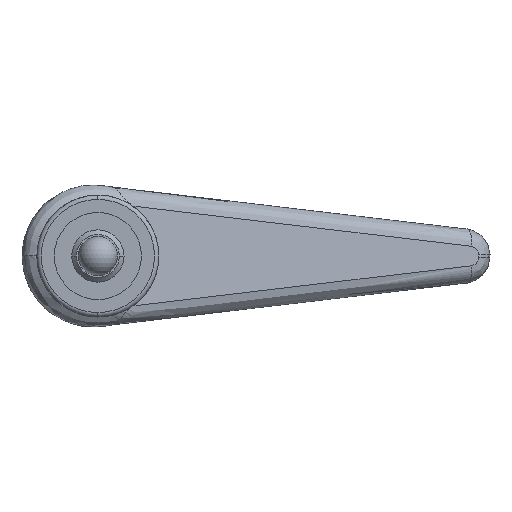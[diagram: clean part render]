
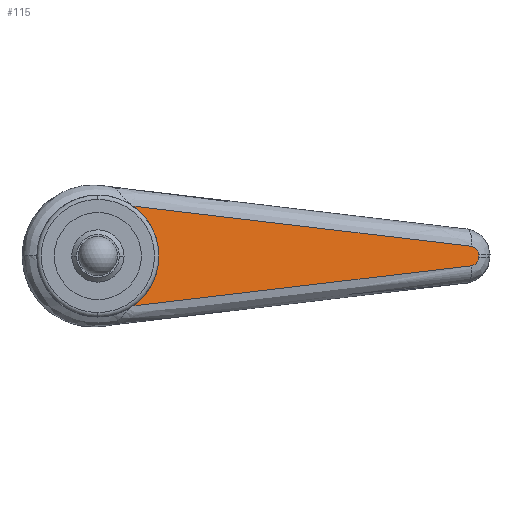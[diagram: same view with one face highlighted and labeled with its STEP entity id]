
A CAD part, front view. The second image highlights one B-rep face of the part: STEP entity #115.
In plain terms, the highlighted planar face has unit normal (0.342, -0.94, 0).
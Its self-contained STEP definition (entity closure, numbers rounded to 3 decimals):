
#115=ADVANCED_FACE('',(#271),#272,.F.);
#271=FACE_OUTER_BOUND('',#540,.T.);
#272=PLANE('',#541);
#540=EDGE_LOOP('',(#1110,#1111,#1112,#1113,#1114,#1115,#1116,#1117,#1118));
#541=AXIS2_PLACEMENT_3D('',#1119,#1120,#1121);
#1110=ORIENTED_EDGE('',*,*,#1531,.T.);
#1111=ORIENTED_EDGE('',*,*,#1488,.T.);
#1112=ORIENTED_EDGE('',*,*,#1522,.T.);
#1113=ORIENTED_EDGE('',*,*,#1532,.F.);
#1114=ORIENTED_EDGE('',*,*,#1533,.F.);
#1115=ORIENTED_EDGE('',*,*,#1534,.F.);
#1116=ORIENTED_EDGE('',*,*,#1535,.F.);
#1117=ORIENTED_EDGE('',*,*,#1536,.F.);
#1118=ORIENTED_EDGE('',*,*,#1537,.F.);
#1119=CARTESIAN_POINT('',(8.013,16.916,0.0));
#1120=DIRECTION('',(-0.342,0.94,0.0));
#1121=DIRECTION('',(0.0,0.0,1.0));
#1488=EDGE_CURVE('',#1703,#1700,#1704,.T.);
#1522=EDGE_CURVE('',#1700,#1752,#1754,.T.);
#1531=EDGE_CURVE('',#1765,#1703,#1766,.T.);
#1532=EDGE_CURVE('',#1767,#1752,#1768,.T.);
#1533=EDGE_CURVE('',#1769,#1767,#1770,.T.);
#1534=EDGE_CURVE('',#1771,#1769,#1772,.T.);
#1535=EDGE_CURVE('',#1773,#1771,#1774,.T.);
#1536=EDGE_CURVE('',#1775,#1773,#1776,.T.);
#1537=EDGE_CURVE('',#1765,#1775,#1777,.T.);
#1700=VERTEX_POINT('',#2046);
#1703=VERTEX_POINT('',#2050);
#1704=ELLIPSE('',#2051,7.449,7.);
#1752=VERTEX_POINT('',#2104);
#1754=ELLIPSE('',#2106,7.449,7.);
#1765=VERTEX_POINT('',#2181);
#1766=B_SPLINE_CURVE_WITH_KNOTS('',3,(#2182,#2183,#2184,#2185),.UNSPECIFIED.,.F.,.F.,(4,4),(3.94,4.157),.UNSPECIFIED.);
#1767=VERTEX_POINT('',#2186);
#1768=B_SPLINE_CURVE_WITH_KNOTS('',3,(#2187,#2188,#2189,#2190),.UNSPECIFIED.,.F.,.F.,(4,4),(3.94,4.157),.UNSPECIFIED.);
#1769=VERTEX_POINT('',#2191);
#1770=B_SPLINE_CURVE_WITH_KNOTS('',3,(#2192,#2193,#2194,#2195),.UNSPECIFIED.,.F.,.F.,(4,4),(0.0,3.94),.UNSPECIFIED.);
#1771=VERTEX_POINT('',#2196);
#1772=ELLIPSE('',#2197,1.005,1.);
#1773=VERTEX_POINT('',#2198);
#1774=LINE('',#2199,#2200);
#1775=VERTEX_POINT('',#2201);
#1776=ELLIPSE('',#2202,1.005,1.);
#1777=B_SPLINE_CURVE_WITH_KNOTS('',3,(#2203,#2204,#2205,#2206),.UNSPECIFIED.,.F.,.F.,(4,4),(-3.94,0.),.UNSPECIFIED.);
#2046=CARTESIAN_POINT('',(7.0,16.548,0.));
#2050=CARTESIAN_POINT('',(4.019,15.463,5.731));
#2051=AXIS2_PLACEMENT_3D('',#2544,#2545,#2546);
#2104=CARTESIAN_POINT('',(4.019,15.463,-5.731));
#2106=AXIS2_PLACEMENT_3D('',#2609,#2610,#2611);
#2181=CARTESIAN_POINT('',(6.046,16.201,5.487));
#2182=CARTESIAN_POINT('',(6.046,16.201,5.487));
#2183=CARTESIAN_POINT('',(5.371,15.955,5.568));
#2184=CARTESIAN_POINT('',(4.695,15.709,5.649));
#2185=CARTESIAN_POINT('',(4.019,15.463,5.731));
#2186=CARTESIAN_POINT('',(6.046,16.201,-5.487));
#2187=CARTESIAN_POINT('',(6.046,16.201,-5.487));
#2188=CARTESIAN_POINT('',(5.371,15.955,-5.568));
#2189=CARTESIAN_POINT('',(4.695,15.709,-5.649));
#2190=CARTESIAN_POINT('',(4.019,15.463,-5.731));
#2191=CARTESIAN_POINT('',(42.846,29.595,-1.12));
#2192=CARTESIAN_POINT('',(42.846,29.595,-1.12));
#2193=CARTESIAN_POINT('',(30.576,25.129,-2.541));
#2194=CARTESIAN_POINT('',(18.31,20.664,-4.008));
#2195=CARTESIAN_POINT('',(6.046,16.201,-5.487));
#2196=CARTESIAN_POINT('',(43.684,29.9,-0.121));
#2197=AXIS2_PLACEMENT_3D('',#2616,#2617,#2618);
#2198=CARTESIAN_POINT('',(43.684,29.9,0.121));
#2199=CARTESIAN_POINT('',(43.684,29.9,0.));
#2200=VECTOR('',#2619,10.0);
#2201=CARTESIAN_POINT('',(42.846,29.595,1.12));
#2202=AXIS2_PLACEMENT_3D('',#2620,#2621,#2622);
#2203=CARTESIAN_POINT('',(6.046,16.201,5.487));
#2204=CARTESIAN_POINT('',(18.31,20.664,4.008));
#2205=CARTESIAN_POINT('',(30.576,25.129,2.541));
#2206=CARTESIAN_POINT('',(42.846,29.595,1.12));
#2544=CARTESIAN_POINT('',(0.,14.0,0.0));
#2545=DIRECTION('',(-0.342,0.94,0.0));
#2546=DIRECTION('',(0.94,0.342,0.0));
#2609=CARTESIAN_POINT('',(0.,14.0,0.0));
#2610=DIRECTION('',(-0.342,0.94,0.0));
#2611=DIRECTION('',(0.94,0.342,0.0));
#2616=CARTESIAN_POINT('',(42.744,29.558,-0.121));
#2617=DIRECTION('',(-0.342,0.94,0.));
#2618=DIRECTION('',(0.,0.,1.));
#2619=DIRECTION('',(0.,0.,-1.0));
#2620=CARTESIAN_POINT('',(42.744,29.558,0.121));
#2621=DIRECTION('',(-0.342,0.94,0.));
#2622=DIRECTION('',(0.,0.,1.));
